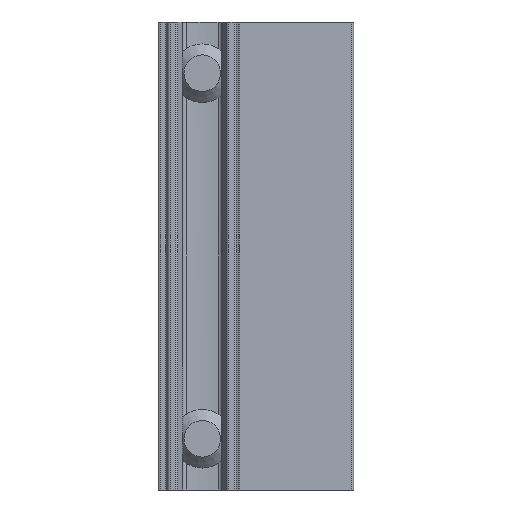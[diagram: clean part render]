
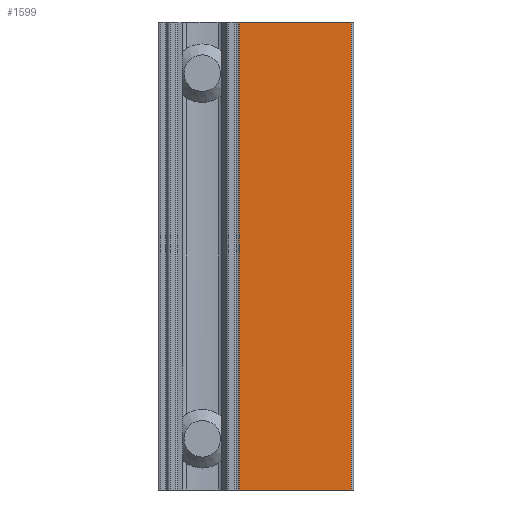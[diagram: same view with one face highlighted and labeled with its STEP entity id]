
A CAD part, front view. The second image highlights one B-rep face of the part: STEP entity #1599.
In plain terms, the highlighted planar face has unit normal (0, -1, 0).
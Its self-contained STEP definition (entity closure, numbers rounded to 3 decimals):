
#66=PLANE('',#1749);
#238=LINE('',#2681,#368);
#239=LINE('',#2685,#369);
#240=LINE('',#2687,#370);
#241=LINE('',#2689,#371);
#368=VECTOR('',#2060,1000.);
#369=VECTOR('',#2065,1000.);
#370=VECTOR('',#2066,1000.);
#371=VECTOR('',#2067,1000.);
#596=ORIENTED_EDGE('',*,*,#1029,.T.);
#597=ORIENTED_EDGE('',*,*,#1030,.F.);
#598=ORIENTED_EDGE('',*,*,#1031,.F.);
#599=ORIENTED_EDGE('',*,*,#1027,.T.);
#1027=EDGE_CURVE('',#1225,#1224,#238,.T.);
#1029=EDGE_CURVE('',#1224,#1226,#239,.T.);
#1030=EDGE_CURVE('',#1227,#1226,#240,.T.);
#1031=EDGE_CURVE('',#1225,#1227,#241,.T.);
#1224=VERTEX_POINT('',#2680);
#1225=VERTEX_POINT('',#2682);
#1226=VERTEX_POINT('',#2686);
#1227=VERTEX_POINT('',#2688);
#1361=EDGE_LOOP('',(#596,#597,#598,#599));
#1463=FACE_BOUND('',#1361,.T.);
#1599=ADVANCED_FACE('',(#1463),#66,.F.);
#1749=AXIS2_PLACEMENT_3D('',#2684,#2063,#2064);
#2060=DIRECTION('',(0.,0.,-1.));
#2063=DIRECTION('',(0.,1.,0.));
#2064=DIRECTION('',(0.,0.,1.));
#2065=DIRECTION('',(1.,0.,0.));
#2066=DIRECTION('',(0.,0.,-1.));
#2067=DIRECTION('',(1.,0.,0.));
#2680=CARTESIAN_POINT('',(-1.146,-1.95,-16.));
#2681=CARTESIAN_POINT('',(-1.146,-1.95,16.));
#2682=CARTESIAN_POINT('',(-1.146,-1.95,16.));
#2684=CARTESIAN_POINT('',(-1.146,-1.95,16.));
#2685=CARTESIAN_POINT('',(-1.146,-1.95,-16.));
#2686=CARTESIAN_POINT('',(6.525,-1.95,-16.));
#2687=CARTESIAN_POINT('',(6.525,-1.95,16.));
#2688=CARTESIAN_POINT('',(6.525,-1.95,16.));
#2689=CARTESIAN_POINT('',(-1.146,-1.95,16.));
